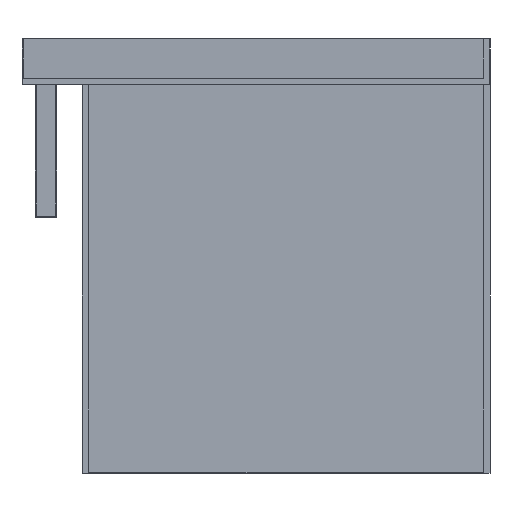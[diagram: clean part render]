
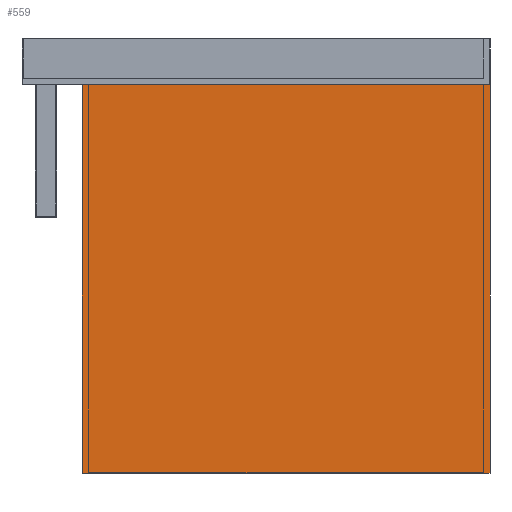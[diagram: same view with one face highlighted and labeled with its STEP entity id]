
A CAD part, left-side view. The second image highlights one B-rep face of the part: STEP entity #559.
In plain terms, the highlighted planar face has unit normal (-1, 0, 0).
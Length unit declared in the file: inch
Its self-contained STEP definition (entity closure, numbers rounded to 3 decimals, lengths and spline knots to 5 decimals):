
#44=FACE_OUTER_BOUND('',#79,.T.);
#79=EDGE_LOOP('',(#469,#470,#471,#472));
#91=LINE('',#768,#164);
#93=LINE('',#773,#166);
#115=LINE('',#822,#188);
#126=LINE('',#844,#199);
#164=VECTOR('',#627,0.3937);
#166=VECTOR('',#631,0.3937);
#188=VECTOR('',#665,0.3937);
#199=VECTOR('',#688,0.3937);
#235=VERTEX_POINT('',#762);
#237=VERTEX_POINT('',#766);
#239=VERTEX_POINT('',#772);
#260=VERTEX_POINT('',#821);
#287=EDGE_CURVE('',#237,#235,#91,.T.);
#289=EDGE_CURVE('',#235,#239,#93,.T.);
#313=EDGE_CURVE('',#239,#260,#115,.T.);
#324=EDGE_CURVE('',#237,#260,#126,.T.);
#469=ORIENTED_EDGE('',*,*,#289,.F.);
#470=ORIENTED_EDGE('',*,*,#287,.F.);
#471=ORIENTED_EDGE('',*,*,#324,.T.);
#472=ORIENTED_EDGE('',*,*,#313,.F.);
#529=PLANE('',#611);
#559=ADVANCED_FACE('',(#44),#529,.T.);
#611=AXIS2_PLACEMENT_3D('',#900,#735,#736);
#627=DIRECTION('',(0.,0.,1.));
#631=DIRECTION('',(0.,-1.,0.));
#665=DIRECTION('',(0.,0.,-1.));
#688=DIRECTION('',(0.,-1.,0.));
#735=DIRECTION('center_axis',(-1.,0.,0.));
#736=DIRECTION('ref_axis',(0.,1.,0.));
#762=CARTESIAN_POINT('',(-8.4252,5.08661,0.));
#766=CARTESIAN_POINT('',(-8.4252,5.08661,-11.64567));
#768=CARTESIAN_POINT('',(-8.4252,5.08661,-11.64567));
#772=CARTESIAN_POINT('',(-8.4252,-7.14106,0.));
#773=CARTESIAN_POINT('',(-8.4252,2.43914,0.));
#821=CARTESIAN_POINT('',(-8.4252,-7.14106,-11.64567));
#822=CARTESIAN_POINT('',(-8.4252,-7.14106,0.));
#844=CARTESIAN_POINT('',(-8.4252,-6.97571,-11.64567));
#900=CARTESIAN_POINT('Origin',(-8.4252,-6.97571,0.19685));
